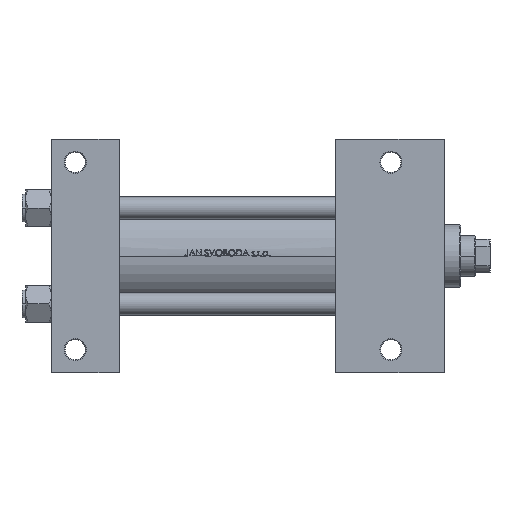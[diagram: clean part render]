
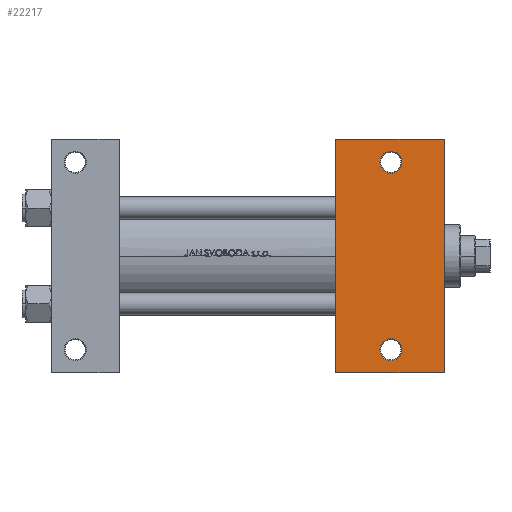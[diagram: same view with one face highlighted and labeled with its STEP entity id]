
A CAD part, front view. The second image highlights one B-rep face of the part: STEP entity #22217.
In plain terms, the highlighted face is planar.
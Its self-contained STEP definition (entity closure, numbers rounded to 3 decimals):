
#99 = DIRECTION ( 'NONE',  ( -1., 0., 0. ) ) ;
#396 = DIRECTION ( 'NONE',  ( -1., 0., 0. ) ) ;
#486 = DIRECTION ( 'NONE',  ( -1., 0., 0. ) ) ;
#499 = FACE_BOUND ( 'NONE', #27656, .T. ) ;
#1934 = ORIENTED_EDGE ( 'NONE', *, *, #19359, .T. ) ;
#4229 = FACE_BOUND ( 'NONE', #40861, .T. ) ;
#4256 = CARTESIAN_POINT ( 'NONE',  ( 179.001, -51., -37.5 ) ) ;
#4816 = EDGE_LOOP ( 'NONE', ( #10034, #30179, #19975, #7724 ) ) ;
#5725 = CARTESIAN_POINT ( 'NONE',  ( 155., -63.5, -37.5 ) ) ;
#7008 = AXIS2_PLACEMENT_3D ( 'NONE', #42093, #18938, #27118 ) ;
#7088 = CARTESIAN_POINT ( 'NONE',  ( 185., 51., -37.5 ) ) ;
#7349 = VECTOR ( 'NONE', #12526, 1000. ) ;
#7724 = ORIENTED_EDGE ( 'NONE', *, *, #25738, .T. ) ;
#7974 = PLANE ( 'NONE',  #7008 ) ;
#8242 = DIRECTION ( 'NONE',  ( -1., 0., 0. ) ) ;
#10034 = ORIENTED_EDGE ( 'NONE', *, *, #49161, .F. ) ;
#10369 = CARTESIAN_POINT ( 'NONE',  ( 185., 51., -37.5 ) ) ;
#10823 = DIRECTION ( 'NONE',  ( 0., 0., 1. ) ) ;
#11008 = DIRECTION ( 'NONE',  ( 0., 0., 1. ) ) ;
#11692 = CARTESIAN_POINT ( 'NONE',  ( 214., 63.5, -37.5 ) ) ;
#12269 = EDGE_CURVE ( 'NONE', #17309, #46241, #29446, .T. ) ;
#12526 = DIRECTION ( 'NONE',  ( 0., -1., 0. ) ) ;
#16082 = EDGE_CURVE ( 'NONE', #46241, #46799, #37319, .T. ) ;
#17309 = VERTEX_POINT ( 'NONE', #24020 ) ;
#18551 = AXIS2_PLACEMENT_3D ( 'NONE', #19439, #11008, #8242 ) ;
#18693 = FACE_OUTER_BOUND ( 'NONE', #4816, .T. ) ;
#18938 = DIRECTION ( 'NONE',  ( 0., 0., -1. ) ) ;
#19359 = EDGE_CURVE ( 'NONE', #35211, #25082, #41108, .T. ) ;
#19439 = CARTESIAN_POINT ( 'NONE',  ( 185., -51., -37.5 ) ) ;
#19657 = VERTEX_POINT ( 'NONE', #35986 ) ;
#19975 = ORIENTED_EDGE ( 'NONE', *, *, #16082, .T. ) ;
#21453 = VERTEX_POINT ( 'NONE', #33058 ) ;
#21622 = CIRCLE ( 'NONE', #41546, 5.999 ) ;
#22130 = DIRECTION ( 'NONE',  ( 0., -1., 0. ) ) ;
#22217 = ADVANCED_FACE ( 'NONE', ( #4229, #499, #18693 ), #7974, .T. ) ;
#22833 = LINE ( 'NONE', #26796, #32536 ) ;
#23467 = EDGE_CURVE ( 'NONE', #19657, #21453, #28474, .T. ) ;
#23969 = CARTESIAN_POINT ( 'NONE',  ( 214., -63.5, -37.5 ) ) ;
#24020 = CARTESIAN_POINT ( 'NONE',  ( 155., 63.5, -37.5 ) ) ;
#25082 = VERTEX_POINT ( 'NONE', #4256 ) ;
#25138 = ORIENTED_EDGE ( 'NONE', *, *, #39181, .T. ) ;
#25362 = VECTOR ( 'NONE', #22130, 1000. ) ;
#25716 = DIRECTION ( 'NONE',  ( 1., 0., 0. ) ) ;
#25738 = EDGE_CURVE ( 'NONE', #46799, #45277, #22833, .T. ) ;
#26340 = CARTESIAN_POINT ( 'NONE',  ( 214., 37.5, -37.5 ) ) ;
#26796 = CARTESIAN_POINT ( 'NONE',  ( 155., -63.5, -37.5 ) ) ;
#27118 = DIRECTION ( 'NONE',  ( -1., 0., 0. ) ) ;
#27656 = EDGE_LOOP ( 'NONE', ( #25138, #1934 ) ) ;
#27786 = CARTESIAN_POINT ( 'NONE',  ( 190.999, -51., -37.5 ) ) ;
#28474 = CIRCLE ( 'NONE', #41252, 5.999 ) ;
#29446 = LINE ( 'NONE', #30198, #38014 ) ;
#30179 = ORIENTED_EDGE ( 'NONE', *, *, #12269, .T. ) ;
#30198 = CARTESIAN_POINT ( 'NONE',  ( 155., 63.5, -37.5 ) ) ;
#31435 = LINE ( 'NONE', #35411, #7349 ) ;
#32536 = VECTOR ( 'NONE', #41764, 1000. ) ;
#33058 = CARTESIAN_POINT ( 'NONE',  ( 179.001, 51., -37.5 ) ) ;
#34015 = DIRECTION ( 'NONE',  ( 0., 0., 1. ) ) ;
#34465 = CIRCLE ( 'NONE', #18551, 5.999 ) ;
#34585 = DIRECTION ( 'NONE',  ( 0., 0., 1. ) ) ;
#35211 = VERTEX_POINT ( 'NONE', #27786 ) ;
#35411 = CARTESIAN_POINT ( 'NONE',  ( 155., 37.5, -37.5 ) ) ;
#35986 = CARTESIAN_POINT ( 'NONE',  ( 190.999, 51., -37.5 ) ) ;
#37319 = LINE ( 'NONE', #26340, #25362 ) ;
#38014 = VECTOR ( 'NONE', #25716, 1000. ) ;
#38332 = CARTESIAN_POINT ( 'NONE',  ( 185., -51., -37.5 ) ) ;
#39181 = EDGE_CURVE ( 'NONE', #25082, #35211, #34465, .T. ) ;
#40861 = EDGE_LOOP ( 'NONE', ( #48659, #42032 ) ) ;
#41108 = CIRCLE ( 'NONE', #49042, 5.999 ) ;
#41252 = AXIS2_PLACEMENT_3D ( 'NONE', #10369, #34015, #396 ) ;
#41546 = AXIS2_PLACEMENT_3D ( 'NONE', #7088, #10823, #99 ) ;
#41764 = DIRECTION ( 'NONE',  ( -1., 0., 0. ) ) ;
#42032 = ORIENTED_EDGE ( 'NONE', *, *, #23467, .T. ) ;
#42093 = CARTESIAN_POINT ( 'NONE',  ( 214., 37.5, -37.5 ) ) ;
#45277 = VERTEX_POINT ( 'NONE', #5725 ) ;
#46241 = VERTEX_POINT ( 'NONE', #11692 ) ;
#46799 = VERTEX_POINT ( 'NONE', #23969 ) ;
#48659 = ORIENTED_EDGE ( 'NONE', *, *, #49032, .T. ) ;
#49032 = EDGE_CURVE ( 'NONE', #21453, #19657, #21622, .T. ) ;
#49042 = AXIS2_PLACEMENT_3D ( 'NONE', #38332, #34585, #486 ) ;
#49161 = EDGE_CURVE ( 'NONE', #17309, #45277, #31435, .T. ) ;
